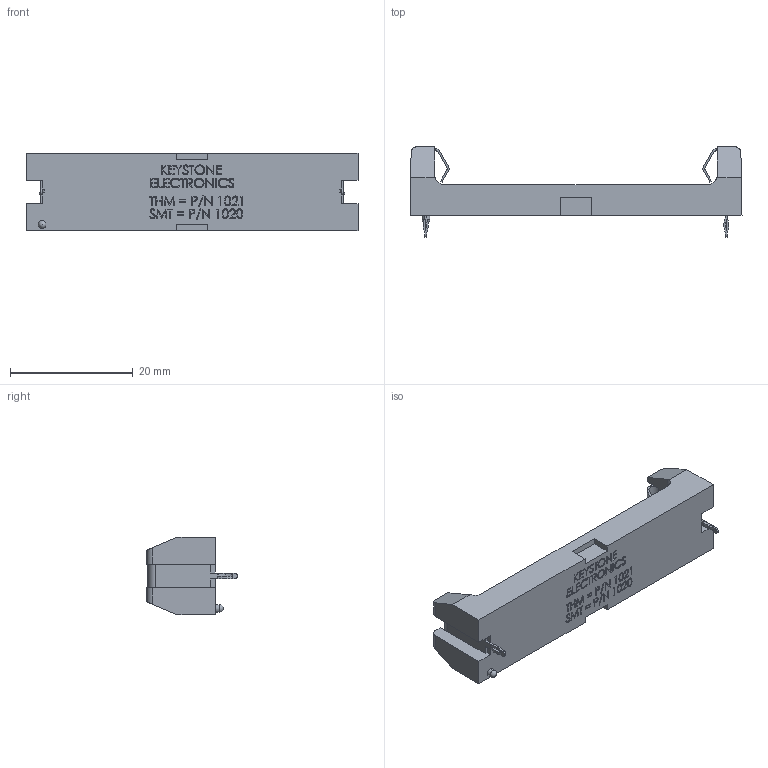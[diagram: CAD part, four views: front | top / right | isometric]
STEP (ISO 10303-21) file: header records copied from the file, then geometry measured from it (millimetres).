
FILE_DESCRIPTION (( 'STEP AP214' ), '1' );
FILE_NAME ('1021.STEP', '2013-06-18T13:06:00', ( 'Richard Maletta' ), ( '' ), 'SwSTEP 2.0', 'SolidWorks 2009', '' );
FILE_SCHEMA (( 'AUTOMOTIVE_DESIGN' ));
Length unit declared in the file: inch
Products named in the file (1): 1021
Bounding box: 54.07 x 14.73 x 12.7 mm (x, y, z)
Volume: 2031.3 mm3; surface area: 3152.2 mm2
Topology: 2 solids, 2 shells, 658 faces, 1781 edges, 1178 vertices
Faces by surface type: plane 478, bspline 135, cylinder 44, sphere 1
Entity records: 29651 total; most frequent: CARTESIAN_POINT 12804, ORIENTED_EDGE 3556, DIRECTION 2628, EDGE_CURVE 1778, VECTOR 1408, LINE 1408, VERTEX_POINT 1176, EDGE_LOOP 714
